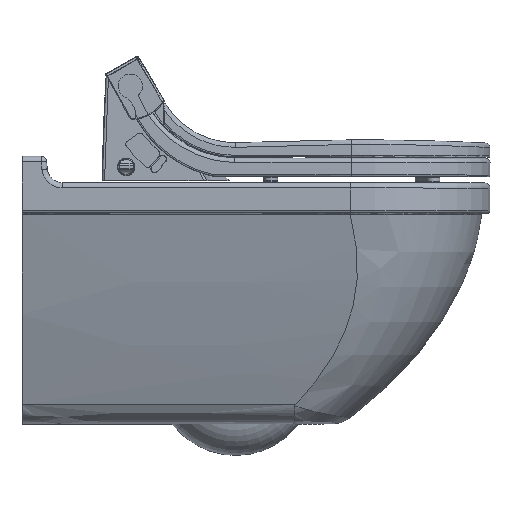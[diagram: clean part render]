
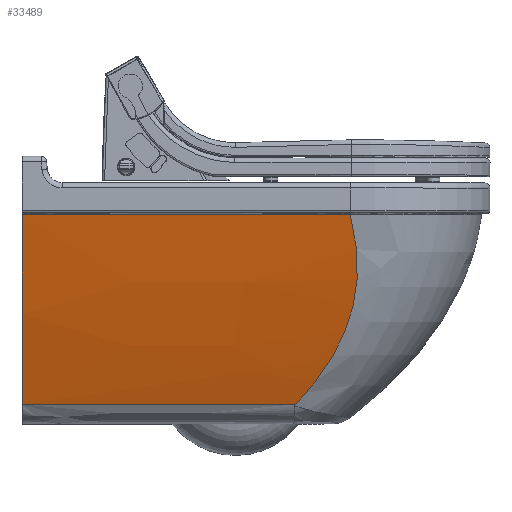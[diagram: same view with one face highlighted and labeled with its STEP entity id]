
A CAD part, left-side view. The second image highlights one B-rep face of the part: STEP entity #33489.
In plain terms, the highlighted free-form (B-spline) face has degree [3, 3] with [4, 4] control points.
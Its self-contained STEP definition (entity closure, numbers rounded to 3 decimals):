
#32258=CARTESIAN_POINT('',(37.375,316.728,-2.318));
#32259=VERTEX_POINT('',#32258);
#32431=CARTESIAN_POINT('',(37.375,241.608,-254.147));
#32432=VERTEX_POINT('',#32431);
#32449=CARTESIAN_POINT('',(37.375,316.728,-2.318));
#32450=CARTESIAN_POINT('',(37.375,295.141,-94.851));
#32451=CARTESIAN_POINT('',(37.375,270.101,-178.794));
#32452=CARTESIAN_POINT('',(37.375,241.608,-254.147));
#32453=B_SPLINE_CURVE_WITH_KNOTS('',3,(#32449,#32450,#32451,#32452),.UNSPECIFIED.,.F.,.U.,(4,4),(0.007,0.897),.UNSPECIFIED.);
#32454=EDGE_CURVE('',#32259,#32432,#32453,.T.);
#33021=CARTESIAN_POINT('',(-398.276,316.727,-2.321));
#33022=VERTEX_POINT('',#33021);
#33183=CARTESIAN_POINT('',(-398.276,316.728,-2.318));
#33184=VERTEX_POINT('',#33183);
#33210=CARTESIAN_POINT('',(-398.276,316.728,-2.318));
#33211=CARTESIAN_POINT('',(-398.276,316.728,-2.319));
#33212=CARTESIAN_POINT('',(-398.276,316.728,-2.32));
#33213=CARTESIAN_POINT('',(-398.276,316.727,-2.321));
#33214=B_SPLINE_CURVE_WITH_KNOTS('',3,(#33210,#33211,#33212,#33213),.UNSPECIFIED.,.F.,.U.,(4,4),(2.852,2.852),.UNSPECIFIED.);
#33215=EDGE_CURVE('',#33184,#33022,#33214,.T.);
#33242=CARTESIAN_POINT('',(-398.276,316.728,-2.318));
#33243=VERTEX_POINT('',#33242);
#33244=CARTESIAN_POINT('',(37.375,316.728,-2.318));
#33245=CARTESIAN_POINT('',(-107.842,316.728,-2.318));
#33246=CARTESIAN_POINT('',(-253.059,316.728,-2.318));
#33247=CARTESIAN_POINT('',(-398.276,316.728,-2.318));
#33248=B_SPLINE_CURVE_WITH_KNOTS('',3,(#33244,#33245,#33246,#33247),.UNSPECIFIED.,.F.,.U.,(4,4),(0.,43.565),.UNSPECIFIED.);
#33249=EDGE_CURVE('',#32259,#33243,#33248,.T.);
#33251=CARTESIAN_POINT('',(-398.276,316.728,-2.318));
#33252=CARTESIAN_POINT('',(-398.276,316.728,-2.318));
#33253=CARTESIAN_POINT('',(-398.276,316.728,-2.318));
#33254=CARTESIAN_POINT('',(-398.276,316.728,-2.318));
#33255=B_SPLINE_CURVE_WITH_KNOTS('',3,(#33251,#33252,#33253,#33254),.UNSPECIFIED.,.F.,.U.,(4,4),(-43.565,-43.565),.UNSPECIFIED.);
#33256=EDGE_CURVE('',#33184,#33243,#33255,.T.);
#33387=CARTESIAN_POINT('',(-325.412,241.608,-254.147));
#33388=VERTEX_POINT('',#33387);
#33389=CARTESIAN_POINT('',(-398.276,316.727,-2.321));
#33390=CARTESIAN_POINT('',(-423.844,295.141,-94.852));
#33391=CARTESIAN_POINT('',(-399.556,270.101,-178.795));
#33392=CARTESIAN_POINT('',(-325.412,241.608,-254.147));
#33393=B_SPLINE_CURVE_WITH_KNOTS('',3,(#33389,#33390,#33391,#33392),.UNSPECIFIED.,.F.,.U.,(4,4),(0.007,0.897),.UNSPECIFIED.);
#33394=EDGE_CURVE('',#33022,#33388,#33393,.T.);
#33458=CARTESIAN_POINT('',(-398.276,316.728,-2.318));
#33459=CARTESIAN_POINT('',(-252.946,316.728,-2.318));
#33460=CARTESIAN_POINT('',(-107.842,316.728,-2.318));
#33461=CARTESIAN_POINT('',(37.375,316.728,-2.318));
#33462=CARTESIAN_POINT('',(-423.845,295.141,-94.851));
#33463=CARTESIAN_POINT('',(-265.538,295.141,-94.851));
#33464=CARTESIAN_POINT('',(-116.365,295.141,-94.851));
#33465=CARTESIAN_POINT('',(37.375,295.141,-94.851));
#33466=CARTESIAN_POINT('',(-399.557,270.101,-178.794));
#33467=CARTESIAN_POINT('',(-253.576,270.101,-178.794));
#33468=CARTESIAN_POINT('',(-108.269,270.101,-178.794));
#33469=CARTESIAN_POINT('',(37.375,270.101,-178.794));
#33470=CARTESIAN_POINT('',(-325.412,241.608,-254.147));
#33471=CARTESIAN_POINT('',(-217.062,241.608,-254.147));
#33472=CARTESIAN_POINT('',(-83.554,241.608,-254.147));
#33473=CARTESIAN_POINT('',(37.375,241.608,-254.147));
#33474=B_SPLINE_SURFACE_WITH_KNOTS('',3,3,((#33458,#33462,#33466,#33470),(#33459,#33463,#33467,#33471),(#33460,#33464,#33468,#33472),(#33461,#33465,#33469,#33473)),.UNSPECIFIED.,.F.,.F.,.U.,(4,4),(4,4),(0.,1.0),(0.007,0.897),.UNSPECIFIED.);
#33475=ORIENTED_EDGE('',*,*,#33249,.F.);
#33476=ORIENTED_EDGE('',*,*,#32454,.T.);
#33477=CARTESIAN_POINT('',(-325.412,241.608,-254.147));
#33478=CARTESIAN_POINT('',(-204.483,241.608,-254.147));
#33479=CARTESIAN_POINT('',(-83.554,241.608,-254.147));
#33480=CARTESIAN_POINT('',(37.375,241.608,-254.147));
#33481=B_SPLINE_CURVE_WITH_KNOTS('',3,(#33477,#33478,#33479,#33480),.UNSPECIFIED.,.F.,.U.,(4,4),(-36.279,0.0),.UNSPECIFIED.);
#33482=EDGE_CURVE('',#33388,#32432,#33481,.T.);
#33483=ORIENTED_EDGE('',*,*,#33482,.F.);
#33484=ORIENTED_EDGE('',*,*,#33394,.F.);
#33485=ORIENTED_EDGE('',*,*,#33215,.F.);
#33486=ORIENTED_EDGE('',*,*,#33256,.T.);
#33487=EDGE_LOOP('',(#33475,#33476,#33483,#33484,#33485,#33486));
#33488=FACE_OUTER_BOUND('',#33487,.T.);
#33489=ADVANCED_FACE('',(#33488),#33474,.T.);
